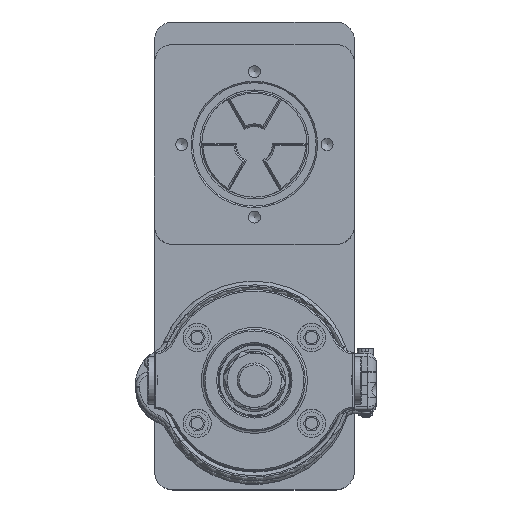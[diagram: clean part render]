
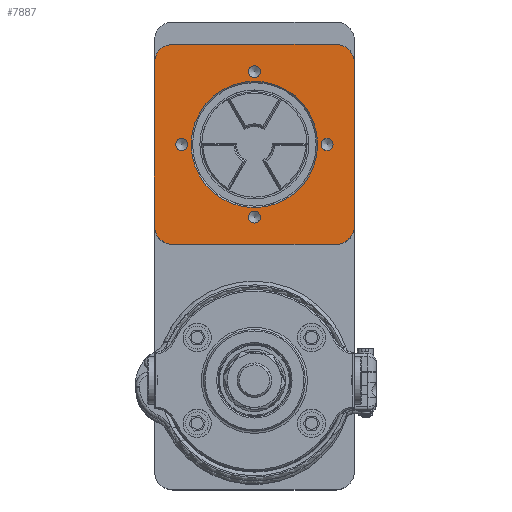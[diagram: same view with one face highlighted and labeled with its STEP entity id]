
A CAD part, top view. The second image highlights one B-rep face of the part: STEP entity #7887.
In plain terms, the highlighted planar face has unit normal (0, 0, 1).
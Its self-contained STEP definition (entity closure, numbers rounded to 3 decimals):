
#336 = CARTESIAN_POINT ( 'NONE',  ( 2.1, -25.4, 44.399 ) ) ;
#477 = ORIENTED_EDGE ( 'NONE', *, *, #1868, .F. ) ;
#927 = DIRECTION ( 'NONE',  ( 0., 0., 1. ) ) ;
#989 = CARTESIAN_POINT ( 'NONE',  ( 28.575, 34.925, 44.399 ) ) ;
#1022 = DIRECTION ( 'NONE',  ( 1., 0., 0. ) ) ;
#1173 = EDGE_CURVE ( 'NONE', #3584, #4065, #16049, .T. ) ;
#1646 = AXIS2_PLACEMENT_3D ( 'NONE', #4549, #927, #23667 ) ;
#1868 = EDGE_CURVE ( 'NONE', #11839, #11839, #20830, .T. ) ;
#1885 = DIRECTION ( 'NONE',  ( 1., 0., 0. ) ) ;
#1959 = DIRECTION ( 'NONE',  ( -1., 0., 0. ) ) ;
#2134 = CARTESIAN_POINT ( 'NONE',  ( -25.4, 0., 44.399 ) ) ;
#2231 = CARTESIAN_POINT ( 'NONE',  ( 27.5, 0., 44.399 ) ) ;
#2288 = VECTOR ( 'NONE', #12955, 1000. ) ;
#2341 = CARTESIAN_POINT ( 'NONE',  ( 28.575, -28.575, 44.399 ) ) ;
#2358 = CARTESIAN_POINT ( 'NONE',  ( -34.925, 28.575, 44.399 ) ) ;
#2691 = DIRECTION ( 'NONE',  ( -1., 0., 0. ) ) ;
#2762 = CIRCLE ( 'NONE', #18343, 6.35 ) ;
#2826 = VECTOR ( 'NONE', #11266, 1000. ) ;
#3051 = AXIS2_PLACEMENT_3D ( 'NONE', #16152, #23765, #1022 ) ;
#3321 = CARTESIAN_POINT ( 'NONE',  ( -34.925, 34.925, 44.399 ) ) ;
#3584 = VERTEX_POINT ( 'NONE', #4393 ) ;
#4065 = VERTEX_POINT ( 'NONE', #989 ) ;
#4393 = CARTESIAN_POINT ( 'NONE',  ( 34.925, 28.575, 44.399 ) ) ;
#4415 = FACE_BOUND ( 'NONE', #10743, .T. ) ;
#4549 = CARTESIAN_POINT ( 'NONE',  ( 28.575, 28.575, 44.399 ) ) ;
#4947 = EDGE_CURVE ( 'NONE', #20508, #20508, #6940, .T. ) ;
#5059 = CIRCLE ( 'NONE', #19058, 6.35 ) ;
#5602 = CIRCLE ( 'NONE', #9687, 2.1 ) ;
#5778 = AXIS2_PLACEMENT_3D ( 'NONE', #15823, #17567, #2691 ) ;
#5847 = DIRECTION ( 'NONE',  ( -1., 0., 0. ) ) ;
#5921 = DIRECTION ( 'NONE',  ( 1., 0., 0. ) ) ;
#5927 = ORIENTED_EDGE ( 'NONE', *, *, #14721, .F. ) ;
#6185 = DIRECTION ( 'NONE',  ( 0., 0., 1. ) ) ;
#6791 = VERTEX_POINT ( 'NONE', #23692 ) ;
#6904 = CARTESIAN_POINT ( 'NONE',  ( -23.3, 0., 44.399 ) ) ;
#6940 = CIRCLE ( 'NONE', #3051, 2.1 ) ;
#7018 = ORIENTED_EDGE ( 'NONE', *, *, #20650, .T. ) ;
#7442 = CARTESIAN_POINT ( 'NONE',  ( -28.575, -34.925, 44.399 ) ) ;
#7539 = DIRECTION ( 'NONE',  ( 0., -1., 0. ) ) ;
#7887 = ADVANCED_FACE ( 'NONE', ( #4415, #9942, #15694, #23435, #14319, #19567 ), #15942, .F. ) ;
#8841 = AXIS2_PLACEMENT_3D ( 'NONE', #2341, #6185, #1959 ) ;
#8934 = LINE ( 'NONE', #3321, #2288 ) ;
#9332 = CARTESIAN_POINT ( 'NONE',  ( 34.925, -28.575, 44.399 ) ) ;
#9687 = AXIS2_PLACEMENT_3D ( 'NONE', #2134, #9768, #17396 ) ;
#9759 = ORIENTED_EDGE ( 'NONE', *, *, #4947, .F. ) ;
#9768 = DIRECTION ( 'NONE',  ( 0., 0., 1. ) ) ;
#9900 = EDGE_CURVE ( 'NONE', #24556, #20292, #5059, .T. ) ;
#9942 = FACE_BOUND ( 'NONE', #19781, .T. ) ;
#10116 = CARTESIAN_POINT ( 'NONE',  ( -28.575, 34.925, 44.399 ) ) ;
#10346 = EDGE_CURVE ( 'NONE', #4065, #16556, #8934, .T. ) ;
#10630 = CARTESIAN_POINT ( 'NONE',  ( -34.925, -28.575, 44.399 ) ) ;
#10743 = EDGE_LOOP ( 'NONE', ( #22720 ) ) ;
#11015 = CARTESIAN_POINT ( 'NONE',  ( 2.1, 25.4, 44.399 ) ) ;
#11023 = LINE ( 'NONE', #18169, #20779 ) ;
#11266 = DIRECTION ( 'NONE',  ( 0., 1., 0. ) ) ;
#11396 = CARTESIAN_POINT ( 'NONE',  ( 34.925, -34.925, 44.399 ) ) ;
#11649 = AXIS2_PLACEMENT_3D ( 'NONE', #21122, #19030, #1885 ) ;
#11839 = VERTEX_POINT ( 'NONE', #336 ) ;
#12583 = AXIS2_PLACEMENT_3D ( 'NONE', #20811, #13469, #5921 ) ;
#12716 = CARTESIAN_POINT ( 'NONE',  ( 0., 0., 44.399 ) ) ;
#12955 = DIRECTION ( 'NONE',  ( -1., 0., 0. ) ) ;
#13076 = DIRECTION ( 'NONE',  ( 0., 0., -1. ) ) ;
#13216 = CARTESIAN_POINT ( 'NONE',  ( -22.098, 0., 44.399 ) ) ;
#13252 = VERTEX_POINT ( 'NONE', #9332 ) ;
#13469 = DIRECTION ( 'NONE',  ( 0., 0., 1. ) ) ;
#14117 = ORIENTED_EDGE ( 'NONE', *, *, #18286, .T. ) ;
#14193 = ORIENTED_EDGE ( 'NONE', *, *, #9900, .T. ) ;
#14319 = FACE_BOUND ( 'NONE', #22148, .T. ) ;
#14721 = EDGE_CURVE ( 'NONE', #19368, #19368, #24528, .T. ) ;
#15161 = LINE ( 'NONE', #11396, #2826 ) ;
#15435 = LINE ( 'NONE', #20788, #23954 ) ;
#15694 = FACE_BOUND ( 'NONE', #20010, .T. ) ;
#15770 = VERTEX_POINT ( 'NONE', #2358 ) ;
#15823 = CARTESIAN_POINT ( 'NONE',  ( 0., 0., 44.399 ) ) ;
#15942 = PLANE ( 'NONE',  #5778 ) ;
#16049 = CIRCLE ( 'NONE', #1646, 6.35 ) ;
#16068 = AXIS2_PLACEMENT_3D ( 'NONE', #12716, #13076, #18572 ) ;
#16152 = CARTESIAN_POINT ( 'NONE',  ( 0., 25.4, 44.399 ) ) ;
#16556 = VERTEX_POINT ( 'NONE', #10116 ) ;
#16717 = ORIENTED_EDGE ( 'NONE', *, *, #10346, .T. ) ;
#16955 = CARTESIAN_POINT ( 'NONE',  ( -28.575, 28.575, 44.399 ) ) ;
#17199 = DIRECTION ( 'NONE',  ( -1., 0., 0. ) ) ;
#17371 = DIRECTION ( 'NONE',  ( 0., 0., 1. ) ) ;
#17396 = DIRECTION ( 'NONE',  ( 1., 0., 0. ) ) ;
#17567 = DIRECTION ( 'NONE',  ( 0., 0., -1. ) ) ;
#17936 = ORIENTED_EDGE ( 'NONE', *, *, #20423, .T. ) ;
#17944 = VERTEX_POINT ( 'NONE', #6904 ) ;
#18169 = CARTESIAN_POINT ( 'NONE',  ( -34.925, -34.925, 44.399 ) ) ;
#18286 = EDGE_CURVE ( 'NONE', #16556, #15770, #2762, .T. ) ;
#18343 = AXIS2_PLACEMENT_3D ( 'NONE', #16955, #24576, #17199 ) ;
#18473 = ORIENTED_EDGE ( 'NONE', *, *, #19294, .T. ) ;
#18572 = DIRECTION ( 'NONE',  ( -1., 0., 0. ) ) ;
#19030 = DIRECTION ( 'NONE',  ( 0., 0., 1. ) ) ;
#19058 = AXIS2_PLACEMENT_3D ( 'NONE', #22983, #17371, #5847 ) ;
#19294 = EDGE_CURVE ( 'NONE', #15770, #24556, #15435, .T. ) ;
#19368 = VERTEX_POINT ( 'NONE', #2231 ) ;
#19474 = EDGE_CURVE ( 'NONE', #20292, #6791, #11023, .T. ) ;
#19567 = FACE_OUTER_BOUND ( 'NONE', #23484, .T. ) ;
#19638 = CIRCLE ( 'NONE', #8841, 6.35 ) ;
#19781 = EDGE_LOOP ( 'NONE', ( #5927 ) ) ;
#20010 = EDGE_LOOP ( 'NONE', ( #9759 ) ) ;
#20112 = ORIENTED_EDGE ( 'NONE', *, *, #19474, .T. ) ;
#20292 = VERTEX_POINT ( 'NONE', #7442 ) ;
#20423 = EDGE_CURVE ( 'NONE', #6791, #13252, #19638, .T. ) ;
#20508 = VERTEX_POINT ( 'NONE', #11015 ) ;
#20579 = EDGE_LOOP ( 'NONE', ( #477 ) ) ;
#20650 = EDGE_CURVE ( 'NONE', #20701, #20701, #22433, .T. ) ;
#20701 = VERTEX_POINT ( 'NONE', #13216 ) ;
#20779 = VECTOR ( 'NONE', #24385, 1000. ) ;
#20788 = CARTESIAN_POINT ( 'NONE',  ( -34.925, -34.925, 44.399 ) ) ;
#20811 = CARTESIAN_POINT ( 'NONE',  ( 25.4, 0., 44.399 ) ) ;
#20830 = CIRCLE ( 'NONE', #11649, 2.1 ) ;
#21122 = CARTESIAN_POINT ( 'NONE',  ( 0., -25.4, 44.399 ) ) ;
#21899 = EDGE_CURVE ( 'NONE', #13252, #3584, #15161, .T. ) ;
#22148 = EDGE_LOOP ( 'NONE', ( #7018 ) ) ;
#22433 = CIRCLE ( 'NONE', #16068, 22.098 ) ;
#22720 = ORIENTED_EDGE ( 'NONE', *, *, #24494, .F. ) ;
#22983 = CARTESIAN_POINT ( 'NONE',  ( -28.575, -28.575, 44.399 ) ) ;
#23435 = FACE_BOUND ( 'NONE', #20579, .T. ) ;
#23479 = ORIENTED_EDGE ( 'NONE', *, *, #1173, .T. ) ;
#23484 = EDGE_LOOP ( 'NONE', ( #18473, #14193, #20112, #17936, #23803, #23479, #16717, #14117 ) ) ;
#23667 = DIRECTION ( 'NONE',  ( -1., 0., 0. ) ) ;
#23692 = CARTESIAN_POINT ( 'NONE',  ( 28.575, -34.925, 44.399 ) ) ;
#23765 = DIRECTION ( 'NONE',  ( 0., 0., 1. ) ) ;
#23803 = ORIENTED_EDGE ( 'NONE', *, *, #21899, .T. ) ;
#23954 = VECTOR ( 'NONE', #7539, 1000. ) ;
#24385 = DIRECTION ( 'NONE',  ( 1., 0., 0. ) ) ;
#24494 = EDGE_CURVE ( 'NONE', #17944, #17944, #5602, .T. ) ;
#24528 = CIRCLE ( 'NONE', #12583, 2.1 ) ;
#24556 = VERTEX_POINT ( 'NONE', #10630 ) ;
#24576 = DIRECTION ( 'NONE',  ( 0., 0., 1. ) ) ;
